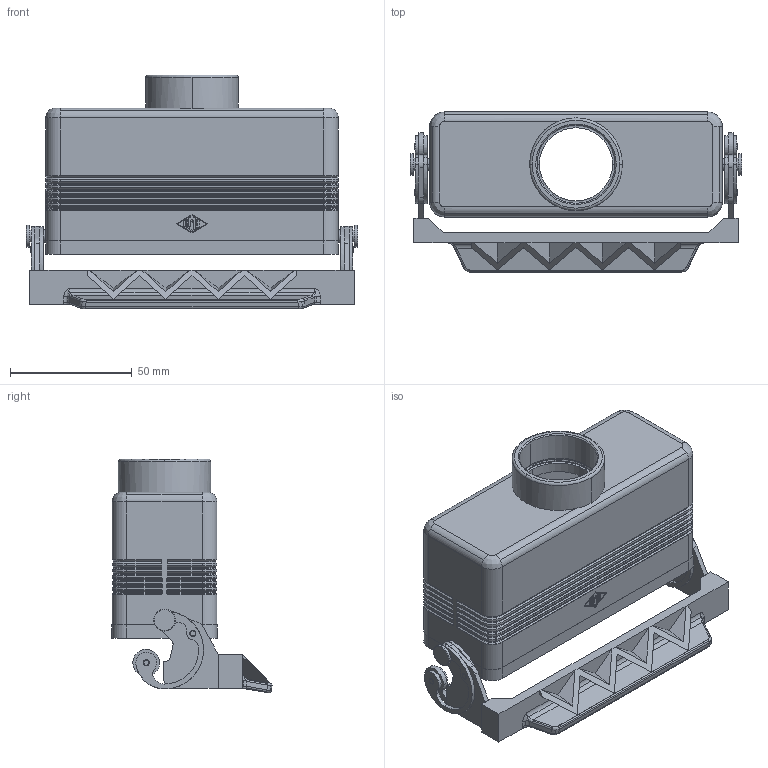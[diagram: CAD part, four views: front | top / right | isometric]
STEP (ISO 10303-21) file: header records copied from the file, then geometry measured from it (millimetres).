
FILE_DESCRIPTION((''),'2;1');
FILE_NAME('MMV 16 LG32.stp','2006-12-21T11:39:11',('gembarski'),(''),'Autodesk Inventor 7','Autodesk Inventor 7','');
FILE_SCHEMA(('AUTOMOTIVE_DESIGN { 1 0 10303 214 1 1 1 1 }'));
Length unit declared in the file: millimetre
Products named in the file (1): MMV 16 LG32
Bounding box: 136 x 65.64 x 95.87 mm (x, y, z)
Volume: 109454.2 mm3; surface area: 62059.2 mm2
Topology: 1 solids, 3 shells, 925 faces, 2285 edges, 1379 vertices
Faces by surface type: bspline 311, cylinder 308, plane 216, torus 62, cone 28
Entity records: 32923 total; most frequent: CARTESIAN_POINT 11351, DIRECTION 4596, ORIENTED_EDGE 4542, EDGE_CURVE 2271, AXIS2_PLACEMENT_3D 1730, VERTEX_POINT 1379, VECTOR 1136, LINE 1136
